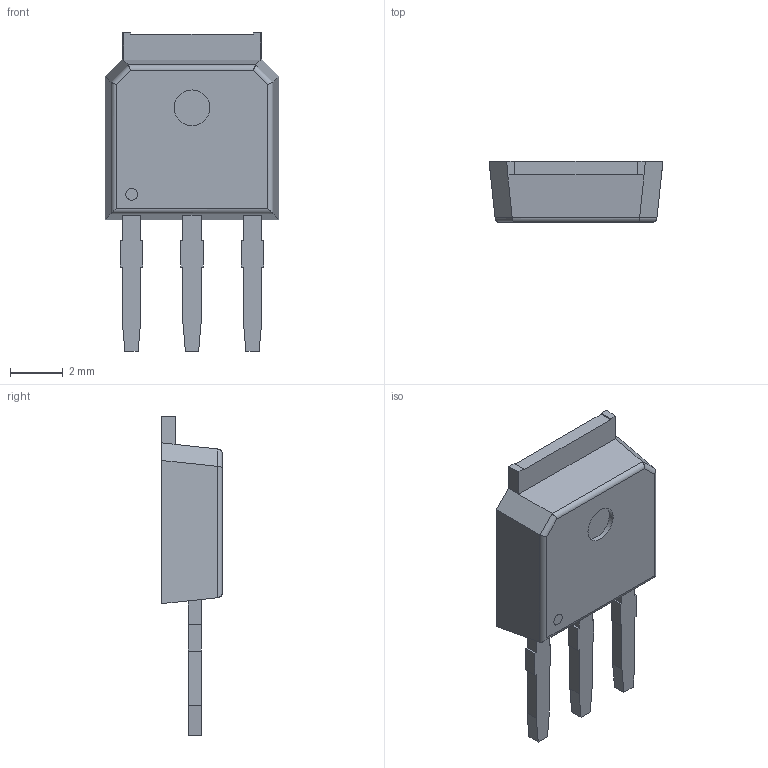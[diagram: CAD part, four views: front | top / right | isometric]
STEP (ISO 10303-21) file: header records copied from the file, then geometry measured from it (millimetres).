
FILE_DESCRIPTION (( 'STEP AP214' ), '1' );
FILE_NAME ('TO-251-3_L6.6-W2.3-PITCH2.28-L.step', '2022-08-01T12:52:34', ( '' ), ( '' ), 'SwSTEP 2.0', 'SolidWorks 2020', '' );
FILE_SCHEMA (( 'AUTOMOTIVE_DESIGN' ));
Length unit declared in the file: millimetre
Products named in the file (1): TO-251-3_L6.6-W2.3-PITCH2.28-L
Bounding box: 6.6 x 2.31 x 12.1 mm (x, y, z)
Volume: 92.6 mm3; surface area: 176.9 mm2
Topology: 1 solids, 1 shells, 320 faces, 874 edges, 581 vertices
Faces by surface type: plane 208, bspline 98, cylinder 14
Entity records: 14080 total; most frequent: CARTESIAN_POINT 3112, ORIENTED_EDGE 1748, DIRECTION 1126, EDGE_CURVE 874, VECTOR 648, LINE 648, VERTEX_POINT 581, EDGE_LOOP 345
